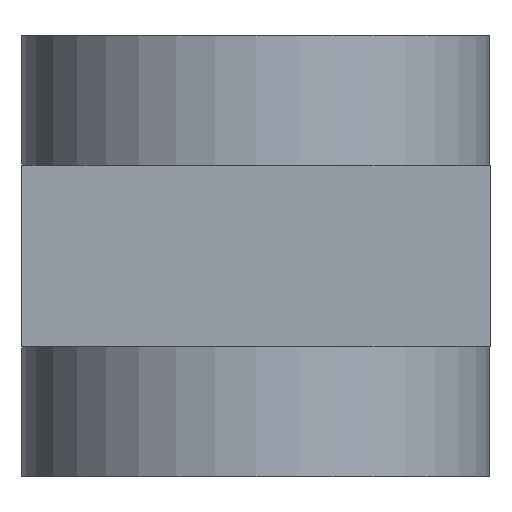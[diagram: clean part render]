
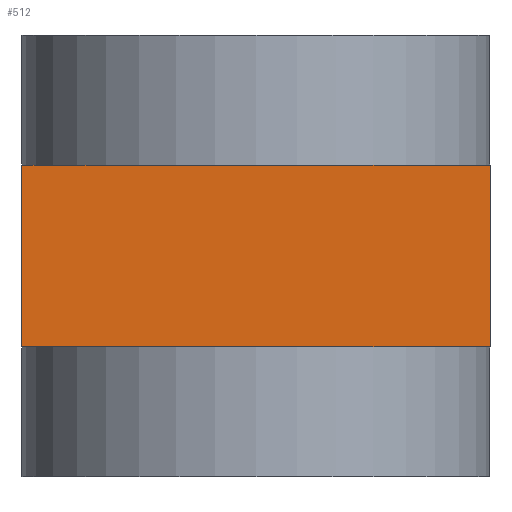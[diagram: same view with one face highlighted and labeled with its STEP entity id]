
A CAD part, left-side view. The second image highlights one B-rep face of the part: STEP entity #512.
In plain terms, the highlighted planar face has unit normal (-1, 0, 0).
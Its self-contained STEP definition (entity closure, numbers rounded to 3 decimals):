
#42=FACE_OUTER_BOUND('',#72,.T.);
#72=EDGE_LOOP('',(#395,#396,#397,#398));
#112=LINE('',#744,#168);
#133=LINE('',#798,#189);
#134=LINE('',#799,#190);
#135=LINE('',#800,#191);
#168=VECTOR('',#598,10.);
#189=VECTOR('',#651,10.);
#190=VECTOR('',#652,10.);
#191=VECTOR('',#653,10.);
#226=VERTEX_POINT('',#742);
#227=VERTEX_POINT('',#743);
#243=VERTEX_POINT('',#796);
#244=VERTEX_POINT('',#797);
#274=EDGE_CURVE('',#226,#227,#112,.T.);
#301=EDGE_CURVE('',#243,#244,#133,.T.);
#302=EDGE_CURVE('',#243,#227,#134,.T.);
#303=EDGE_CURVE('',#244,#226,#135,.T.);
#395=ORIENTED_EDGE('',*,*,#301,.F.);
#396=ORIENTED_EDGE('',*,*,#302,.T.);
#397=ORIENTED_EDGE('',*,*,#274,.F.);
#398=ORIENTED_EDGE('',*,*,#303,.F.);
#490=PLANE('',#560);
#512=ADVANCED_FACE('',(#42),#490,.T.);
#560=AXIS2_PLACEMENT_3D('',#795,#649,#650);
#598=DIRECTION('',(0.,-1.,0.));
#649=DIRECTION('center_axis',(-1.,0.,0.));
#650=DIRECTION('ref_axis',(0.,-1.,0.));
#651=DIRECTION('',(0.,1.,0.));
#652=DIRECTION('',(0.,0.,1.));
#653=DIRECTION('',(0.,0.,1.));
#742=CARTESIAN_POINT('',(10.5,4.5,6.));
#743=CARTESIAN_POINT('',(10.5,-4.5,6.));
#744=CARTESIAN_POINT('',(10.5,-4.5,6.));
#795=CARTESIAN_POINT('Origin',(10.5,4.5,0.));
#796=CARTESIAN_POINT('',(10.5,-4.5,2.5));
#797=CARTESIAN_POINT('',(10.5,4.5,2.5));
#798=CARTESIAN_POINT('',(10.5,2.25,2.5));
#799=CARTESIAN_POINT('',(10.5,-4.5,0.));
#800=CARTESIAN_POINT('',(10.5,4.5,0.));
